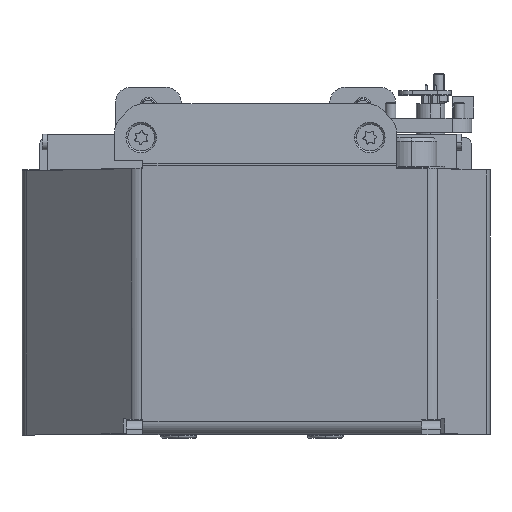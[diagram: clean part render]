
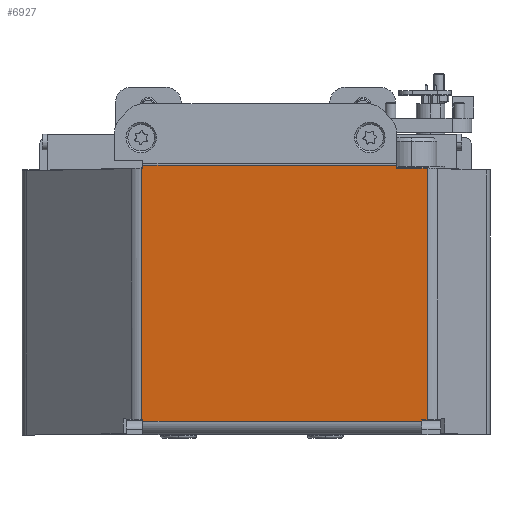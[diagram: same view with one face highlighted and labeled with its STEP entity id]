
A CAD part, top view. The second image highlights one B-rep face of the part: STEP entity #6927.
In plain terms, the highlighted planar face has unit normal (0, -0.087, 0.996).
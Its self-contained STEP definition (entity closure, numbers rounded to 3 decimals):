
#700 = VERTEX_POINT ( 'NONE', #16729 ) ;
#713 = LINE ( 'NONE', #41844, #12200 ) ;
#861 = CARTESIAN_POINT ( 'NONE',  ( -39.5, -171.418, 52.712 ) ) ;
#1063 = EDGE_CURVE ( 'NONE', #700, #26713, #32592, .T. ) ;
#1650 = VECTOR ( 'NONE', #12279, 1000. ) ;
#2822 = DIRECTION ( 'NONE',  ( 0.997, 0.074, 0.006 ) ) ;
#2979 = CARTESIAN_POINT ( 'NONE',  ( 31.5, -100.584, 58.909 ) ) ;
#3013 = LINE ( 'NONE', #25025, #1650 ) ;
#4663 = EDGE_CURVE ( 'NONE', #18535, #30661, #36401, .T. ) ;
#6074 = VECTOR ( 'NONE', #38762, 1000. ) ;
#6390 = LINE ( 'NONE', #54279, #27924 ) ;
#6917 = CARTESIAN_POINT ( 'NONE',  ( -39.5, -170.945, 52.753 ) ) ;
#6927 = ADVANCED_FACE ( 'NONE', ( #28939 ), #36772, .T. ) ;
#7099 = ORIENTED_EDGE ( 'NONE', *, *, #4663, .F. ) ;
#8261 = EDGE_CURVE ( 'NONE', #32593, #35219, #17583, .T. ) ;
#8508 = EDGE_CURVE ( 'NONE', #54530, #11378, #43742, .T. ) ;
#9637 = VERTEX_POINT ( 'NONE', #46179 ) ;
#9666 = VECTOR ( 'NONE', #28103, 1000. ) ;
#9885 = EDGE_CURVE ( 'NONE', #41274, #30661, #33232, .T. ) ;
#10848 = ORIENTED_EDGE ( 'NONE', *, *, #8261, .F. ) ;
#11248 = DIRECTION ( 'NONE',  ( 0., 0.996, 0.087 ) ) ;
#11324 = EDGE_CURVE ( 'NONE', #11378, #9637, #41699, .T. ) ;
#11337 = EDGE_CURVE ( 'NONE', #51868, #32593, #13449, .T. ) ;
#11378 = VERTEX_POINT ( 'NONE', #51891 ) ;
#11738 = DIRECTION ( 'NONE',  ( 0., -0.996, -0.087 ) ) ;
#12200 = VECTOR ( 'NONE', #11738, 1000. ) ;
#12279 = DIRECTION ( 'NONE',  ( -1., 0., 0. ) ) ;
#12569 = EDGE_CURVE ( 'NONE', #17053, #26713, #30023, .T. ) ;
#13020 = DIRECTION ( 'NONE',  ( 0., -0.996, -0.087 ) ) ;
#13021 = CARTESIAN_POINT ( 'NONE',  ( 25.5, -171.418, 52.712 ) ) ;
#13449 = LINE ( 'NONE', #25567, #46412 ) ;
#14036 = CARTESIAN_POINT ( 'NONE',  ( -40., -170.945, 52.753 ) ) ;
#15268 = ORIENTED_EDGE ( 'NONE', *, *, #12569, .T. ) ;
#15562 = DIRECTION ( 'NONE',  ( 0., -0.087, 0.996 ) ) ;
#16427 = VECTOR ( 'NONE', #39580, 1000. ) ;
#16729 = CARTESIAN_POINT ( 'NONE',  ( -39.5, -100.584, 58.909 ) ) ;
#17053 = VERTEX_POINT ( 'NONE', #52300 ) ;
#17583 = LINE ( 'NONE', #13021, #6074 ) ;
#18535 = VERTEX_POINT ( 'NONE', #41637 ) ;
#19188 = ORIENTED_EDGE ( 'NONE', *, *, #9885, .T. ) ;
#19559 = AXIS2_PLACEMENT_3D ( 'NONE', #41285, #15562, #45628 ) ;
#19612 = CARTESIAN_POINT ( 'NONE',  ( 25.5, -99.718, 58.985 ) ) ;
#20834 = VECTOR ( 'NONE', #28758, 1000. ) ;
#21043 = CARTESIAN_POINT ( 'NONE',  ( 38.5, -170.945, 52.753 ) ) ;
#21603 = ORIENTED_EDGE ( 'NONE', *, *, #11324, .F. ) ;
#21932 = EDGE_CURVE ( 'NONE', #41274, #700, #6390, .T. ) ;
#22220 = EDGE_LOOP ( 'NONE', ( #21603, #22740, #53530, #15268, #43312, #54899, #19188, #7099, #42054, #10848, #30682, #35618 ) ) ;
#22740 = ORIENTED_EDGE ( 'NONE', *, *, #8508, .F. ) ;
#23681 = CARTESIAN_POINT ( 'NONE',  ( -40., -100.621, 58.906 ) ) ;
#24616 = CARTESIAN_POINT ( 'NONE',  ( 31.5, -100.584, 58.909 ) ) ;
#25025 = CARTESIAN_POINT ( 'NONE',  ( 38.5, -170.945, 52.753 ) ) ;
#25567 = CARTESIAN_POINT ( 'NONE',  ( 38.5, -170.945, 52.753 ) ) ;
#26713 = VERTEX_POINT ( 'NONE', #44576 ) ;
#27180 = LINE ( 'NONE', #37046, #50103 ) ;
#27924 = VECTOR ( 'NONE', #2822, 1000. ) ;
#28103 = DIRECTION ( 'NONE',  ( 0., 0.996, 0.087 ) ) ;
#28379 = DIRECTION ( 'NONE',  ( -1., 0., 0. ) ) ;
#28758 = DIRECTION ( 'NONE',  ( 1., 0., 0. ) ) ;
#28939 = FACE_OUTER_BOUND ( 'NONE', #22220, .T. ) ;
#30023 = LINE ( 'NONE', #19612, #52850 ) ;
#30661 = VERTEX_POINT ( 'NONE', #14036 ) ;
#30682 = ORIENTED_EDGE ( 'NONE', *, *, #11337, .F. ) ;
#31274 = EDGE_CURVE ( 'NONE', #35219, #18535, #27180, .T. ) ;
#32592 = LINE ( 'NONE', #53812, #9666 ) ;
#32593 = VERTEX_POINT ( 'NONE', #41424 ) ;
#32686 = EDGE_CURVE ( 'NONE', #9637, #51868, #3013, .T. ) ;
#33232 = LINE ( 'NONE', #48234, #16427 ) ;
#34074 = CARTESIAN_POINT ( 'NONE',  ( 40., -90.906, 59.756 ) ) ;
#35219 = VERTEX_POINT ( 'NONE', #861 ) ;
#35511 = EDGE_CURVE ( 'NONE', #17053, #54530, #713, .T. ) ;
#35618 = ORIENTED_EDGE ( 'NONE', *, *, #32686, .F. ) ;
#36401 = LINE ( 'NONE', #6917, #46515 ) ;
#36772 = PLANE ( 'NONE',  #19559 ) ;
#37046 = CARTESIAN_POINT ( 'NONE',  ( -39.5, -170.945, 52.753 ) ) ;
#38392 = DIRECTION ( 'NONE',  ( 0., -0.996, -0.087 ) ) ;
#38762 = DIRECTION ( 'NONE',  ( -1., 0., 0. ) ) ;
#39580 = DIRECTION ( 'NONE',  ( 0., -0.996, -0.087 ) ) ;
#41274 = VERTEX_POINT ( 'NONE', #23681 ) ;
#41285 = CARTESIAN_POINT ( 'NONE',  ( 25.5, -90.906, 59.756 ) ) ;
#41424 = CARTESIAN_POINT ( 'NONE',  ( 38.5, -171.418, 52.712 ) ) ;
#41637 = CARTESIAN_POINT ( 'NONE',  ( -39.5, -170.945, 52.753 ) ) ;
#41699 = LINE ( 'NONE', #34074, #51782 ) ;
#41844 = CARTESIAN_POINT ( 'NONE',  ( 31.5, -90.906, 59.756 ) ) ;
#42054 = ORIENTED_EDGE ( 'NONE', *, *, #31274, .F. ) ;
#43312 = ORIENTED_EDGE ( 'NONE', *, *, #1063, .F. ) ;
#43742 = LINE ( 'NONE', #2979, #20834 ) ;
#44576 = CARTESIAN_POINT ( 'NONE',  ( -39.5, -99.718, 58.985 ) ) ;
#45628 = DIRECTION ( 'NONE',  ( -1., 0., 0. ) ) ;
#46179 = CARTESIAN_POINT ( 'NONE',  ( 40., -170.945, 52.753 ) ) ;
#46412 = VECTOR ( 'NONE', #13020, 1000. ) ;
#46515 = VECTOR ( 'NONE', #28379, 1000. ) ;
#48234 = CARTESIAN_POINT ( 'NONE',  ( -40., -90.906, 59.756 ) ) ;
#49754 = DIRECTION ( 'NONE',  ( -1., 0., 0. ) ) ;
#50103 = VECTOR ( 'NONE', #11248, 1000. ) ;
#51782 = VECTOR ( 'NONE', #38392, 1000. ) ;
#51868 = VERTEX_POINT ( 'NONE', #21043 ) ;
#51891 = CARTESIAN_POINT ( 'NONE',  ( 40., -100.584, 58.909 ) ) ;
#52300 = CARTESIAN_POINT ( 'NONE',  ( 31.5, -99.718, 58.985 ) ) ;
#52850 = VECTOR ( 'NONE', #49754, 1000. ) ;
#53530 = ORIENTED_EDGE ( 'NONE', *, *, #35511, .F. ) ;
#53812 = CARTESIAN_POINT ( 'NONE',  ( -39.5, -98.591, 59.083 ) ) ;
#54279 = CARTESIAN_POINT ( 'NONE',  ( -39.5, -100.584, 58.909 ) ) ;
#54530 = VERTEX_POINT ( 'NONE', #24616 ) ;
#54899 = ORIENTED_EDGE ( 'NONE', *, *, #21932, .F. ) ;
